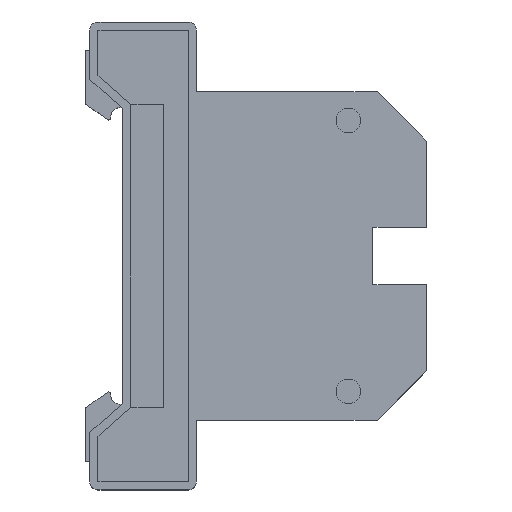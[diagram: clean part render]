
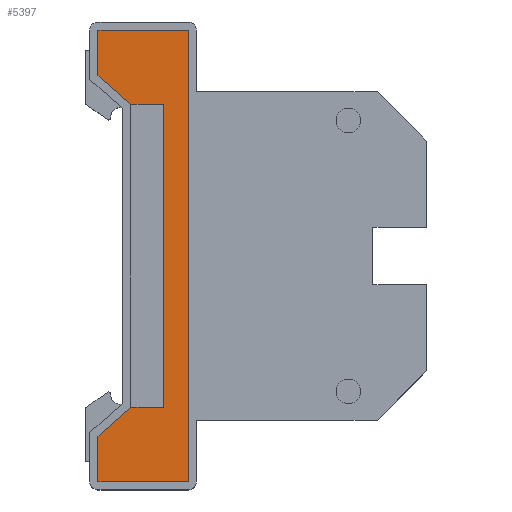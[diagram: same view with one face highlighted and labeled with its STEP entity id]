
A CAD part, top view. The second image highlights one B-rep face of the part: STEP entity #5397.
In plain terms, the highlighted planar face has unit normal (0, 0, 1).
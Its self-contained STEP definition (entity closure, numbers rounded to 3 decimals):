
#67 = CARTESIAN_POINT ( 'NONE',  ( -40., -27.5, 8.5 ) ) ;
#218 = LINE ( 'NONE', #3832, #2209 ) ;
#339 = ORIENTED_EDGE ( 'NONE', *, *, #6644, .T. ) ;
#411 = DIRECTION ( 'NONE',  ( -1., 0., 0. ) ) ;
#497 = CARTESIAN_POINT ( 'NONE',  ( -40., 27.5, 8.5 ) ) ;
#696 = EDGE_CURVE ( 'NONE', #4702, #8046, #3423, .T. ) ;
#945 = CARTESIAN_POINT ( 'NONE',  ( -36., -18.454, 8.5 ) ) ;
#953 = ORIENTED_EDGE ( 'NONE', *, *, #5727, .T. ) ;
#1246 = EDGE_CURVE ( 'NONE', #2432, #6731, #5023, .T. ) ;
#1303 = CARTESIAN_POINT ( 'NONE',  ( -36., 18.454, 8.5 ) ) ;
#1317 = FACE_OUTER_BOUND ( 'NONE', #4115, .T. ) ;
#1340 = EDGE_CURVE ( 'NONE', #3253, #4702, #2763, .T. ) ;
#1651 = CARTESIAN_POINT ( 'NONE',  ( -36., -18.454, 8.5 ) ) ;
#1797 = CARTESIAN_POINT ( 'NONE',  ( -29., 27.5, 8.5 ) ) ;
#1899 = ORIENTED_EDGE ( 'NONE', *, *, #1340, .T. ) ;
#1901 = CARTESIAN_POINT ( 'NONE',  ( -36., 18.454, 8.5 ) ) ;
#2148 = DIRECTION ( 'NONE',  ( 0., -1., 0. ) ) ;
#2209 = VECTOR ( 'NONE', #8559, 1000. ) ;
#2331 = DIRECTION ( 'NONE',  ( -0.753, -0.659, 0. ) ) ;
#2432 = VERTEX_POINT ( 'NONE', #7877 ) ;
#2465 = LINE ( 'NONE', #497, #7874 ) ;
#2471 = PLANE ( 'NONE',  #4279 ) ;
#2710 = ORIENTED_EDGE ( 'NONE', *, *, #6050, .T. ) ;
#2763 = LINE ( 'NONE', #5111, #4399 ) ;
#2824 = VERTEX_POINT ( 'NONE', #67 ) ;
#2826 = VECTOR ( 'NONE', #5284, 1000. ) ;
#2929 = CARTESIAN_POINT ( 'NONE',  ( -29., -27.5, 8.5 ) ) ;
#2970 = VECTOR ( 'NONE', #2148, 1000. ) ;
#3017 = LINE ( 'NONE', #1303, #3243 ) ;
#3071 = CARTESIAN_POINT ( 'NONE',  ( -29., 27.5, 8.5 ) ) ;
#3165 = CARTESIAN_POINT ( 'NONE',  ( -40., 27.5, 8.5 ) ) ;
#3200 = VECTOR ( 'NONE', #8388, 1000. ) ;
#3208 = VECTOR ( 'NONE', #411, 1000. ) ;
#3243 = VECTOR ( 'NONE', #6079, 1000. ) ;
#3253 = VERTEX_POINT ( 'NONE', #2929 ) ;
#3390 = EDGE_CURVE ( 'NONE', #4185, #3568, #8250, .T. ) ;
#3423 = LINE ( 'NONE', #3071, #3208 ) ;
#3568 = VERTEX_POINT ( 'NONE', #7251 ) ;
#3799 = VECTOR ( 'NONE', #5010, 1000. ) ;
#3832 = CARTESIAN_POINT ( 'NONE',  ( -40., -27.5, 8.5 ) ) ;
#3849 = DIRECTION ( 'NONE',  ( 0., 0., 1. ) ) ;
#4115 = EDGE_LOOP ( 'NONE', ( #7110, #5500, #953, #339, #1899, #5366, #2710, #5060, #7853, #6946 ) ) ;
#4185 = VERTEX_POINT ( 'NONE', #5151 ) ;
#4279 = AXIS2_PLACEMENT_3D ( 'NONE', #7223, #3849, #8573 ) ;
#4399 = VECTOR ( 'NONE', #8454, 1000. ) ;
#4613 = EDGE_CURVE ( 'NONE', #8353, #4185, #7196, .T. ) ;
#4620 = LINE ( 'NONE', #6335, #2970 ) ;
#4702 = VERTEX_POINT ( 'NONE', #1797 ) ;
#4944 = EDGE_CURVE ( 'NONE', #3568, #6731, #3017, .T. ) ;
#5010 = DIRECTION ( 'NONE',  ( 1., 0., 0. ) ) ;
#5023 = LINE ( 'NONE', #7683, #3200 ) ;
#5060 = ORIENTED_EDGE ( 'NONE', *, *, #1246, .T. ) ;
#5111 = CARTESIAN_POINT ( 'NONE',  ( -29., -27.5, 8.5 ) ) ;
#5151 = CARTESIAN_POINT ( 'NONE',  ( -32., -18.454, 8.5 ) ) ;
#5284 = DIRECTION ( 'NONE',  ( 0., 1., 0. ) ) ;
#5366 = ORIENTED_EDGE ( 'NONE', *, *, #696, .T. ) ;
#5397 = ADVANCED_FACE ( 'NONE', ( #1317 ), #2471, .T. ) ;
#5500 = ORIENTED_EDGE ( 'NONE', *, *, #5988, .T. ) ;
#5727 = EDGE_CURVE ( 'NONE', #7276, #2824, #4620, .T. ) ;
#5988 = EDGE_CURVE ( 'NONE', #8353, #7276, #8092, .T. ) ;
#6050 = EDGE_CURVE ( 'NONE', #8046, #2432, #2465, .T. ) ;
#6079 = DIRECTION ( 'NONE',  ( -1., 0., 0. ) ) ;
#6297 = VECTOR ( 'NONE', #2331, 1000. ) ;
#6335 = CARTESIAN_POINT ( 'NONE',  ( -40., -21.954, 8.5 ) ) ;
#6600 = DIRECTION ( 'NONE',  ( 0., -1., 0. ) ) ;
#6643 = CARTESIAN_POINT ( 'NONE',  ( -32., 18.454, 8.5 ) ) ;
#6644 = EDGE_CURVE ( 'NONE', #2824, #3253, #218, .T. ) ;
#6710 = CARTESIAN_POINT ( 'NONE',  ( -36., -18.454, 8.5 ) ) ;
#6731 = VERTEX_POINT ( 'NONE', #1901 ) ;
#6946 = ORIENTED_EDGE ( 'NONE', *, *, #3390, .F. ) ;
#7110 = ORIENTED_EDGE ( 'NONE', *, *, #4613, .F. ) ;
#7196 = LINE ( 'NONE', #945, #3799 ) ;
#7223 = CARTESIAN_POINT ( 'NONE',  ( -40., 27.5, 8.5 ) ) ;
#7251 = CARTESIAN_POINT ( 'NONE',  ( -32., 18.454, 8.5 ) ) ;
#7276 = VERTEX_POINT ( 'NONE', #8732 ) ;
#7683 = CARTESIAN_POINT ( 'NONE',  ( -40., 21.954, 8.5 ) ) ;
#7853 = ORIENTED_EDGE ( 'NONE', *, *, #4944, .F. ) ;
#7874 = VECTOR ( 'NONE', #6600, 1000. ) ;
#7877 = CARTESIAN_POINT ( 'NONE',  ( -40., 21.954, 8.5 ) ) ;
#8046 = VERTEX_POINT ( 'NONE', #3165 ) ;
#8092 = LINE ( 'NONE', #1651, #6297 ) ;
#8250 = LINE ( 'NONE', #6643, #2826 ) ;
#8353 = VERTEX_POINT ( 'NONE', #6710 ) ;
#8388 = DIRECTION ( 'NONE',  ( 0.753, -0.659, 0. ) ) ;
#8454 = DIRECTION ( 'NONE',  ( 0., 1., 0. ) ) ;
#8559 = DIRECTION ( 'NONE',  ( 1., 0., 0. ) ) ;
#8573 = DIRECTION ( 'NONE',  ( 1., 0., 0. ) ) ;
#8732 = CARTESIAN_POINT ( 'NONE',  ( -40., -21.954, 8.5 ) ) ;
